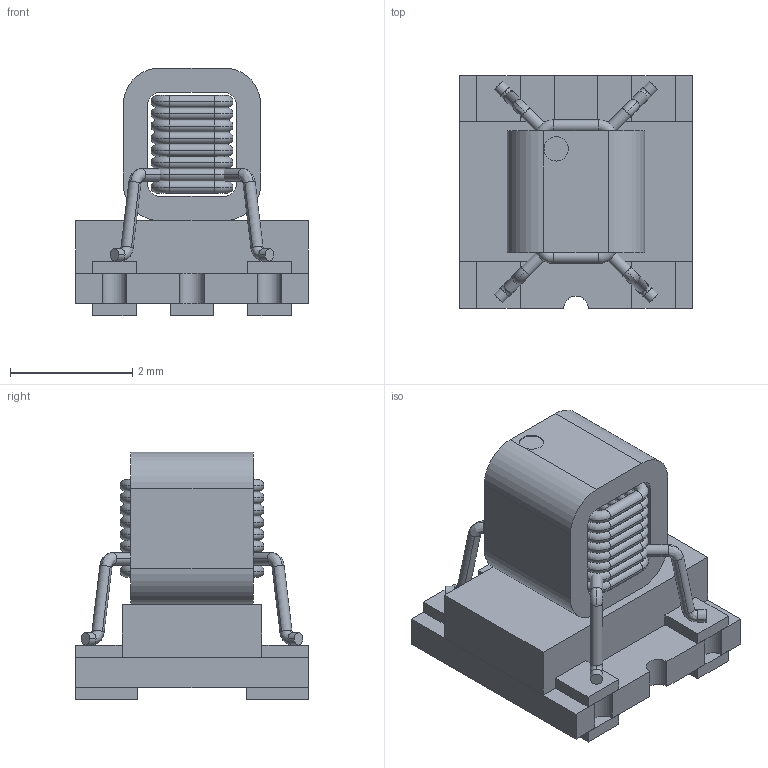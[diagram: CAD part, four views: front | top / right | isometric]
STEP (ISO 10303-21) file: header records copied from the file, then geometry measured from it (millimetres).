
FILE_DESCRIPTION((''),'2;1');
FILE_NAME('XFMR_MINI-CIRCUITS_AT224-1.stp','2012-10-15T10:28:23',(''),(''),'Mechanical Desktop 2011','Mechanical Desktop 2011',', , ');
FILE_SCHEMA(('AUTOMOTIVE_DESIGN { 1 2 10303 214 1 1 1 1 }'));
Length unit declared in the file: millimetre
Products named in the file (1): Product
Bounding box: 3.81 x 3.81 x 4.06 mm (x, y, z)
Volume: 23.4 mm3; surface area: 155.3 mm2
Topology: 26 solids, 26 shells, 285 faces, 625 edges, 384 vertices
Faces by surface type: plane 95, cylinder 91, torus 72, bspline 27
Entity records: 8412 total; most frequent: CARTESIAN_POINT 1910, DIRECTION 1471, ORIENTED_EDGE 1234, EDGE_CURVE 617, AXIS2_PLACEMENT_3D 587, VERTEX_POINT 368, CIRCLE 328, VECTOR 297
